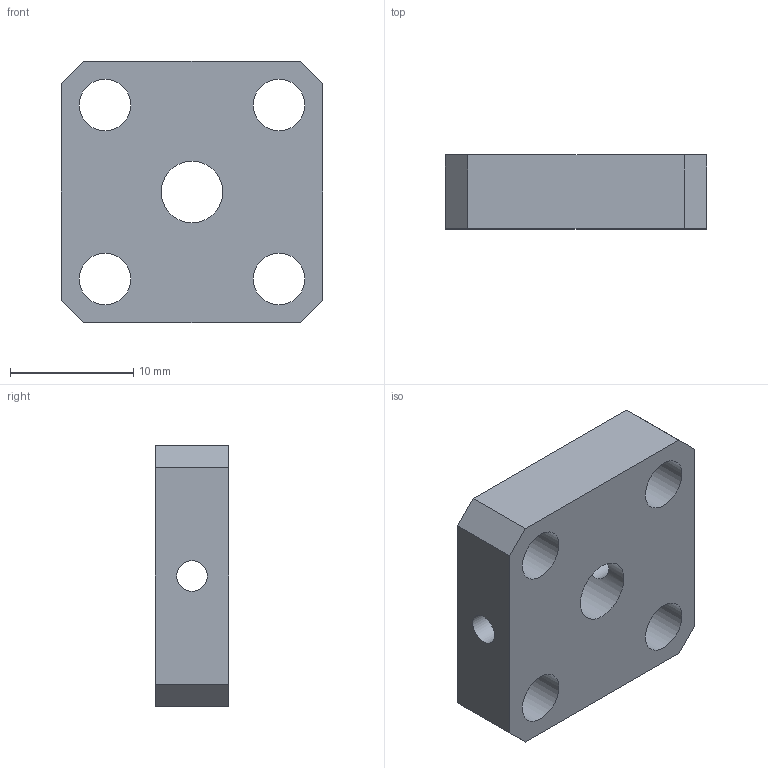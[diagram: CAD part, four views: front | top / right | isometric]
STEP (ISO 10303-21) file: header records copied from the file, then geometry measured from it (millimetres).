
FILE_DESCRIPTION(/* description */ (''),/* implementation_level */ '2;1');
FILE_NAME(/* name */ 'Mounting Hub 5mm.step',/* time_stamp */ '2019-09-19T10:37:02-05:00',/* author */ (''),/* organization */ (''),/* preprocessor_version */ 'ST-DEVELOPER v18',/* originating_system */ 'Autodesk Translation Framework v8.6.0.1094',/* authorisation */ '');
FILE_SCHEMA (('AUTOMOTIVE_DESIGN { 1 0 10303 214 3 1 1 }'));
Length unit declared in the file: millimetre
Products named in the file (1): Mounting Hub 5mm
Bounding box: 21.21 x 6 x 21.21 mm (x, y, z)
Volume: 2129.6 mm3; surface area: 1741.2 mm2
Topology: 1 solids, 1 shells, 17 faces, 57 edges, 42 vertices
Faces by surface type: plane 10, cylinder 7
Full cylindrical faces by diameter (mm): 2.5 x2, 4.2 x4, 5 x1
Entity records: 770 total; most frequent: CARTESIAN_POINT 185, ORIENTED_EDGE 114, DIRECTION 111, EDGE_CURVE 57, VERTEX_POINT 42, AXIS2_PLACEMENT_3D 40, EDGE_LOOP 31, LINE 31
